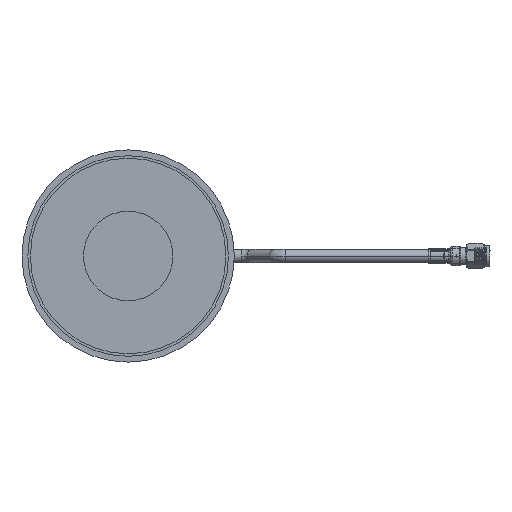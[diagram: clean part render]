
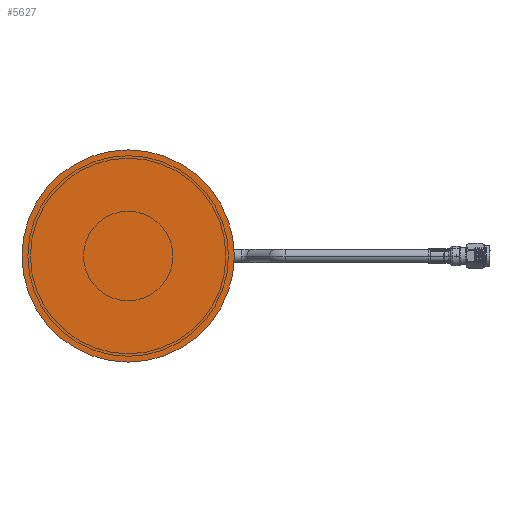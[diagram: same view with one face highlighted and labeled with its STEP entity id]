
A CAD part, front view. The second image highlights one B-rep face of the part: STEP entity #5627.
In plain terms, the highlighted planar face has unit normal (0, -1, 0).
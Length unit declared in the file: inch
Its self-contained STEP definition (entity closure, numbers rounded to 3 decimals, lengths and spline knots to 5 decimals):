
#142 = AXIS2_PLACEMENT_3D ( 'NONE', #10689, #12499, #8490 ) ;
#1546 = DIRECTION ( 'NONE',  ( 0., 0., 1. ) ) ;
#1712 = VERTEX_POINT ( 'NONE', #2934 ) ;
#1742 = DIRECTION ( 'NONE',  ( 0., 1., 0. ) ) ;
#1829 = AXIS2_PLACEMENT_3D ( 'NONE', #2579, #1742, #1546 ) ;
#1946 = EDGE_CURVE ( 'NONE', #1712, #7806, #5842, .T. ) ;
#2579 = CARTESIAN_POINT ( 'NONE',  ( 0., -0.00984, 0. ) ) ;
#2934 = CARTESIAN_POINT ( 'NONE',  ( 0., -0.00984, 1.49606 ) ) ;
#3344 = ORIENTED_EDGE ( 'NONE', *, *, #1946, .F. ) ;
#3794 = DIRECTION ( 'NONE',  ( 0., 0., -1. ) ) ;
#4158 = ORIENTED_EDGE ( 'NONE', *, *, #12545, .F. ) ;
#4707 = FACE_OUTER_BOUND ( 'NONE', #11477, .T. ) ;
#5627 = ADVANCED_FACE ( 'NONE', ( #4707 ), #6736, .F. ) ;
#5842 = CIRCLE ( 'NONE', #142, 1.49606 ) ;
#6609 = DIRECTION ( 'NONE',  ( 0., 1., 0. ) ) ;
#6736 = PLANE ( 'NONE',  #1829 ) ;
#7806 = VERTEX_POINT ( 'NONE', #9240 ) ;
#8490 = DIRECTION ( 'NONE',  ( 0., 0., -1. ) ) ;
#9240 = CARTESIAN_POINT ( 'NONE',  ( 0., -0.00984, -1.49606 ) ) ;
#9250 = AXIS2_PLACEMENT_3D ( 'NONE', #9826, #6609, #3794 ) ;
#9826 = CARTESIAN_POINT ( 'NONE',  ( 0., -0.00984, 0. ) ) ;
#10091 = CIRCLE ( 'NONE', #9250, 1.49606 ) ;
#10689 = CARTESIAN_POINT ( 'NONE',  ( 0., -0.00984, 0. ) ) ;
#11477 = EDGE_LOOP ( 'NONE', ( #4158, #3344 ) ) ;
#12499 = DIRECTION ( 'NONE',  ( 0., 1., 0. ) ) ;
#12545 = EDGE_CURVE ( 'NONE', #7806, #1712, #10091, .T. ) ;
